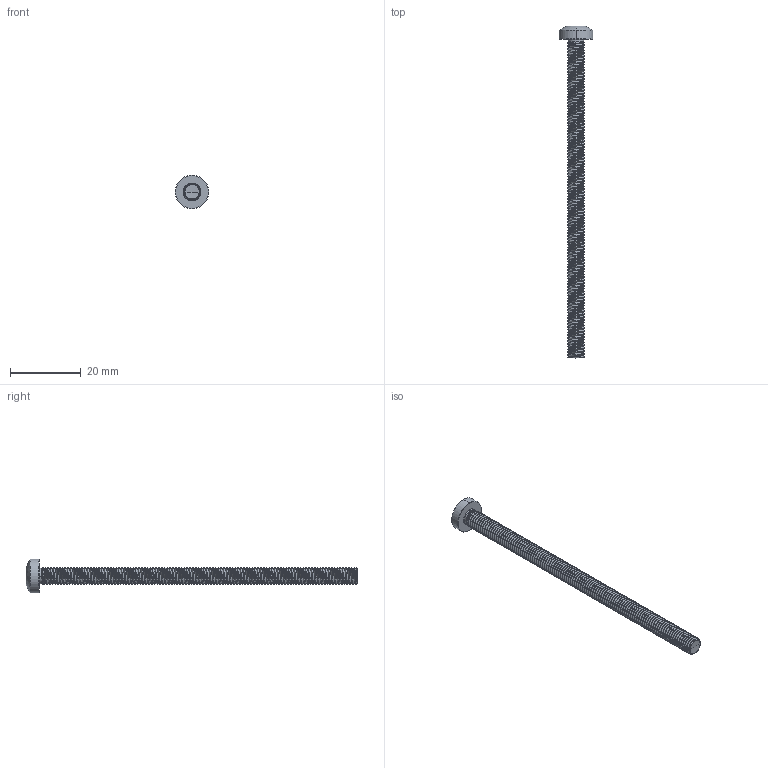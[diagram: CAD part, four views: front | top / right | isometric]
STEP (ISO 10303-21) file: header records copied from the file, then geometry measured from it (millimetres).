
FILE_DESCRIPTION (( 'STEP AP203' ), '1' );
FILE_NAME ('STM390500900.STEP', '2020-12-23T17:31:49', ( '' ), ( '' ), 'SwSTEP 2.0', 'SolidWorks 2015', '' );
FILE_SCHEMA (( 'CONFIG_CONTROL_DESIGN' ));
Products named in the file (2): STM390500900
Bounding box: 9.5 x 93.7 x 9.5 mm (x, y, z)
Volume: 1636 mm3; surface area: 2377.7 mm2
Topology: 1 solids, 1 shells, 294 faces, 842 edges, 550 vertices
Faces by surface type: cylinder 244, bspline 18, torus 13, cone 12, sphere 4, plane 3
Entity records: 49519 total; most frequent: CARTESIAN_POINT 43200, ORIENTED_EDGE 1680, DIRECTION 937, EDGE_CURVE 840, VERTEX_POINT 550, AXIS2_PLACEMENT_3D 342, EDGE_LOOP 296, ADVANCED_FACE 294
